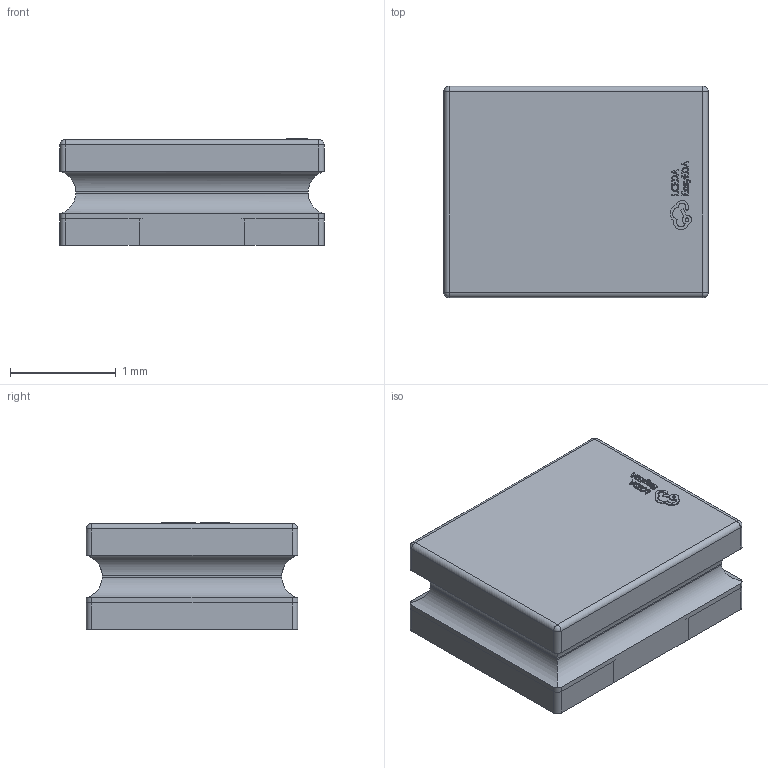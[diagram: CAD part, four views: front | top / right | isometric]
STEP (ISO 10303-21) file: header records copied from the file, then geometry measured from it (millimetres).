
FILE_DESCRIPTION (( 'STEP AP214' ), '1' );
FILE_NAME ('IND-SMD_L2.5-W2.0-B.step', '2022-07-08T23:51:45', ( '' ), ( '' ), 'SwSTEP 2.0', 'SolidWorks 2020', '' );
FILE_SCHEMA (( 'AUTOMOTIVE_DESIGN' ));
Length unit declared in the file: millimetre
Products named in the file (1): IND-SMD_L2.5-W2.0-B
Bounding box: 2.5 x 2 x 1.01 mm (x, y, z)
Volume: 4.6 mm3; surface area: 28.5 mm2
Topology: 3 solids, 3 shells, 349 faces, 935 edges, 614 vertices
Faces by surface type: plane 201, bspline 112, cylinder 32, sphere 4
Entity records: 15872 total; most frequent: CARTESIAN_POINT 4167, ORIENTED_EDGE 1862, DIRECTION 1195, EDGE_CURVE 931, LINE 639, VECTOR 639, VERTEX_POINT 614, EDGE_LOOP 375
